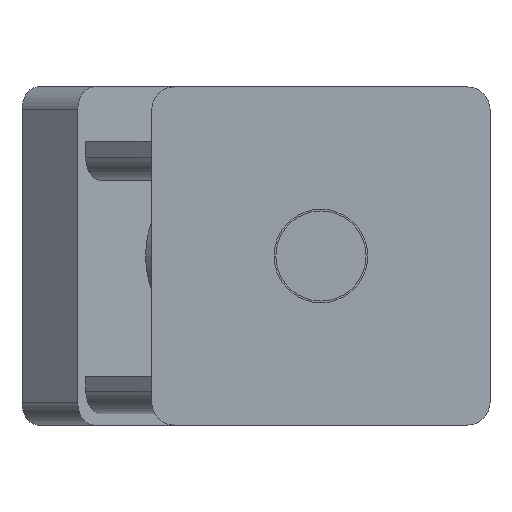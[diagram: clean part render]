
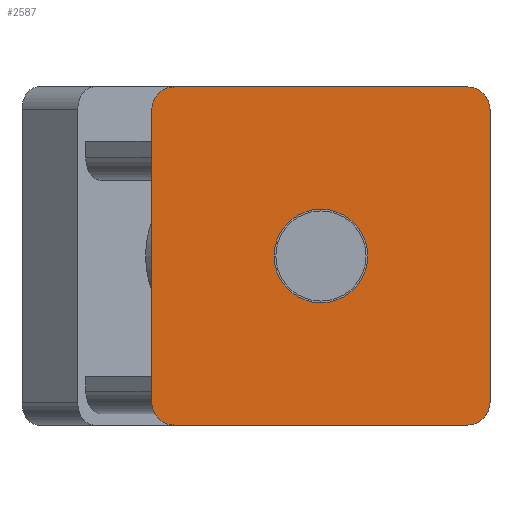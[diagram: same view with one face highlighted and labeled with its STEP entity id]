
A CAD part, front view. The second image highlights one B-rep face of the part: STEP entity #2587.
In plain terms, the highlighted planar face has unit normal (0, -1, 0).
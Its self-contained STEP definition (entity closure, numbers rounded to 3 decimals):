
#7 = CARTESIAN_POINT ( 'NONE',  ( 0., -7., 15. ) ) ;
#42 = CIRCLE ( 'NONE', #4947, 4.15 ) ;
#54 = CARTESIAN_POINT ( 'NONE',  ( -13., -7., -15. ) ) ;
#265 = CARTESIAN_POINT ( 'NONE',  ( 13., -7., 13. ) ) ;
#462 = ORIENTED_EDGE ( 'NONE', *, *, #688, .F. ) ;
#471 = AXIS2_PLACEMENT_3D ( 'NONE', #3912, #3440, #2066 ) ;
#523 = CARTESIAN_POINT ( 'NONE',  ( 15., -7., -13. ) ) ;
#618 = DIRECTION ( 'NONE',  ( 0., -1., 0. ) ) ;
#621 = EDGE_CURVE ( 'NONE', #3296, #2912, #1237, .T. ) ;
#643 = CARTESIAN_POINT ( 'NONE',  ( 13., -7., -15. ) ) ;
#684 = DIRECTION ( 'NONE',  ( 0., 0., 1. ) ) ;
#688 = EDGE_CURVE ( 'NONE', #2912, #997, #1808, .T. ) ;
#716 = VERTEX_POINT ( 'NONE', #4391 ) ;
#722 = CARTESIAN_POINT ( 'NONE',  ( 0., -7., -15. ) ) ;
#798 = EDGE_CURVE ( 'NONE', #3996, #4597, #1527, .T. ) ;
#856 = ORIENTED_EDGE ( 'NONE', *, *, #798, .F. ) ;
#890 = ORIENTED_EDGE ( 'NONE', *, *, #4338, .F. ) ;
#997 = VERTEX_POINT ( 'NONE', #54 ) ;
#1029 = LINE ( 'NONE', #1554, #4318 ) ;
#1237 = CIRCLE ( 'NONE', #4347, 2. ) ;
#1258 = ORIENTED_EDGE ( 'NONE', *, *, #3025, .F. ) ;
#1443 = CARTESIAN_POINT ( 'NONE',  ( 0., -7., 0. ) ) ;
#1467 = AXIS2_PLACEMENT_3D ( 'NONE', #1994, #5159, #684 ) ;
#1518 = AXIS2_PLACEMENT_3D ( 'NONE', #5512, #2343, #4140 ) ;
#1527 = LINE ( 'NONE', #7, #3028 ) ;
#1529 = VECTOR ( 'NONE', #5727, 1000. ) ;
#1554 = CARTESIAN_POINT ( 'NONE',  ( 15., -7., 0. ) ) ;
#1604 = DIRECTION ( 'NONE',  ( 0., 0., 1. ) ) ;
#1617 = CARTESIAN_POINT ( 'NONE',  ( -15., -7., 0. ) ) ;
#1741 = CARTESIAN_POINT ( 'NONE',  ( -13., -7., 13. ) ) ;
#1808 = LINE ( 'NONE', #722, #4448 ) ;
#1826 = DIRECTION ( 'NONE',  ( 1., 0., 0. ) ) ;
#1937 = DIRECTION ( 'NONE',  ( 0., 0., 1. ) ) ;
#1994 = CARTESIAN_POINT ( 'NONE',  ( 0., -7., 0. ) ) ;
#2066 = DIRECTION ( 'NONE',  ( 0., 0., 1. ) ) ;
#2090 = DIRECTION ( 'NONE',  ( 0., 1., 0. ) ) ;
#2171 = VERTEX_POINT ( 'NONE', #3017 ) ;
#2272 = EDGE_LOOP ( 'NONE', ( #4059, #890, #3439, #462, #5392, #5074, #5824, #856 ) ) ;
#2277 = EDGE_CURVE ( 'NONE', #4597, #3792, #2708, .T. ) ;
#2343 = DIRECTION ( 'NONE',  ( 0., -1., 0. ) ) ;
#2487 = DIRECTION ( 'NONE',  ( 0., 1., 0. ) ) ;
#2587 = ADVANCED_FACE ( 'NONE', ( #3624, #3476 ), #4763, .F. ) ;
#2677 = CARTESIAN_POINT ( 'NONE',  ( -15., -7., 13. ) ) ;
#2678 = EDGE_CURVE ( 'NONE', #997, #716, #3835, .T. ) ;
#2708 = CIRCLE ( 'NONE', #5324, 2. ) ;
#2733 = LINE ( 'NONE', #1617, #1529 ) ;
#2773 = VERTEX_POINT ( 'NONE', #4181 ) ;
#2912 = VERTEX_POINT ( 'NONE', #643 ) ;
#2913 = DIRECTION ( 'NONE',  ( 0., 1., 0. ) ) ;
#2982 = ORIENTED_EDGE ( 'NONE', *, *, #4755, .F. ) ;
#3017 = CARTESIAN_POINT ( 'NONE',  ( 0., -7., -4.15 ) ) ;
#3025 = EDGE_CURVE ( 'NONE', #2773, #2171, #4814, .T. ) ;
#3028 = VECTOR ( 'NONE', #1826, 1000. ) ;
#3031 = CIRCLE ( 'NONE', #5259, 2. ) ;
#3296 = VERTEX_POINT ( 'NONE', #523 ) ;
#3439 = ORIENTED_EDGE ( 'NONE', *, *, #2678, .F. ) ;
#3440 = DIRECTION ( 'NONE',  ( 0., 1., 0. ) ) ;
#3471 = VERTEX_POINT ( 'NONE', #2677 ) ;
#3476 = FACE_OUTER_BOUND ( 'NONE', #2272, .T. ) ;
#3562 = EDGE_CURVE ( 'NONE', #3471, #3996, #3031, .T. ) ;
#3624 = FACE_BOUND ( 'NONE', #4349, .T. ) ;
#3636 = CARTESIAN_POINT ( 'NONE',  ( 15., -7., 13. ) ) ;
#3745 = CARTESIAN_POINT ( 'NONE',  ( 13., -7., 15. ) ) ;
#3792 = VERTEX_POINT ( 'NONE', #3636 ) ;
#3798 = CARTESIAN_POINT ( 'NONE',  ( -13., -7., 15. ) ) ;
#3835 = CIRCLE ( 'NONE', #471, 2. ) ;
#3869 = DIRECTION ( 'NONE',  ( 0., 0., -1. ) ) ;
#3882 = DIRECTION ( 'NONE',  ( 0., 0., 1. ) ) ;
#3901 = DIRECTION ( 'NONE',  ( -1., 0., 0. ) ) ;
#3912 = CARTESIAN_POINT ( 'NONE',  ( -13., -7., -13. ) ) ;
#3996 = VERTEX_POINT ( 'NONE', #3798 ) ;
#4059 = ORIENTED_EDGE ( 'NONE', *, *, #3562, .F. ) ;
#4140 = DIRECTION ( 'NONE',  ( 0., 0., 1. ) ) ;
#4181 = CARTESIAN_POINT ( 'NONE',  ( 0., -7., 4.15 ) ) ;
#4309 = CARTESIAN_POINT ( 'NONE',  ( 13., -7., -13. ) ) ;
#4318 = VECTOR ( 'NONE', #3869, 1000. ) ;
#4338 = EDGE_CURVE ( 'NONE', #716, #3471, #2733, .T. ) ;
#4347 = AXIS2_PLACEMENT_3D ( 'NONE', #4309, #2487, #3882 ) ;
#4349 = EDGE_LOOP ( 'NONE', ( #1258, #2982 ) ) ;
#4391 = CARTESIAN_POINT ( 'NONE',  ( -15., -7., -13. ) ) ;
#4448 = VECTOR ( 'NONE', #3901, 1000. ) ;
#4597 = VERTEX_POINT ( 'NONE', #3745 ) ;
#4755 = EDGE_CURVE ( 'NONE', #2171, #2773, #42, .T. ) ;
#4763 = PLANE ( 'NONE',  #1467 ) ;
#4814 = CIRCLE ( 'NONE', #1518, 4.15 ) ;
#4947 = AXIS2_PLACEMENT_3D ( 'NONE', #1443, #618, #1937 ) ;
#5074 = ORIENTED_EDGE ( 'NONE', *, *, #5546, .F. ) ;
#5159 = DIRECTION ( 'NONE',  ( 0., 1., 0. ) ) ;
#5224 = DIRECTION ( 'NONE',  ( 0., 0., 1. ) ) ;
#5259 = AXIS2_PLACEMENT_3D ( 'NONE', #1741, #2913, #1604 ) ;
#5324 = AXIS2_PLACEMENT_3D ( 'NONE', #265, #2090, #5224 ) ;
#5392 = ORIENTED_EDGE ( 'NONE', *, *, #621, .F. ) ;
#5512 = CARTESIAN_POINT ( 'NONE',  ( 0., -7., 0. ) ) ;
#5546 = EDGE_CURVE ( 'NONE', #3792, #3296, #1029, .T. ) ;
#5727 = DIRECTION ( 'NONE',  ( 0., 0., 1. ) ) ;
#5824 = ORIENTED_EDGE ( 'NONE', *, *, #2277, .F. ) ;
